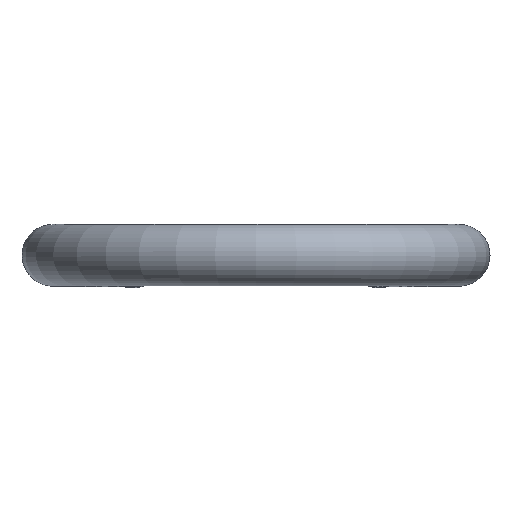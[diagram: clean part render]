
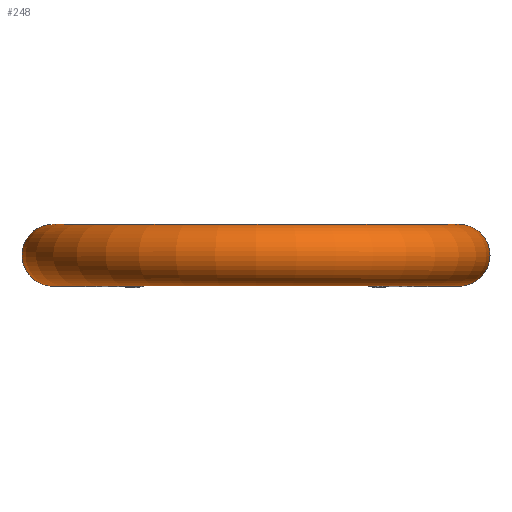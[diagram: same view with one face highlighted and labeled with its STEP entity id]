
A CAD part, top view. The second image highlights one B-rep face of the part: STEP entity #248.
In plain terms, the highlighted toroidal (fillet/blend) face has major radius 1.65 mm and minor radius 0.25 mm.
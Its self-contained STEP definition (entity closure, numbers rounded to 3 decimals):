
#64 = VERTEX_POINT('',#65);
#65 = CARTESIAN_POINT('',(-1.4,0.,
    5.55));
#89 = EDGE_CURVE('',#64,#64,#90,.T.);
#90 = ( BOUNDED_CURVE() B_SPLINE_CURVE(6,(#91,#92,#93,#94,#95,#96,#97),
.UNSPECIFIED.,.T.,.F.) B_SPLINE_CURVE_WITH_KNOTS((1,6,6,1),(
    -6.283,0.,6.283,12.566),
.UNSPECIFIED.) CURVE() GEOMETRIC_REPRESENTATION_ITEM() 
RATIONAL_B_SPLINE_CURVE((1.669,1.037,1.038,
    0.854,1.038,1.037,1.669)) 
REPRESENTATION_ITEM('') );
#91 = CARTESIAN_POINT('',(-1.4,0.,
    5.55));
#92 = CARTESIAN_POINT('',(-1.4,0.415,5.55)
  );
#93 = CARTESIAN_POINT('',(-1.914,0.475,5.55)
  );
#94 = CARTESIAN_POINT('',(-2.337,0.,
    5.55));
#95 = CARTESIAN_POINT('',(-1.914,-0.475,5.55
    ));
#96 = CARTESIAN_POINT('',(-1.4,-0.415,5.55
    ));
#97 = CARTESIAN_POINT('',(-1.4,0.,
    5.55));
#248 = ADVANCED_FACE('',(#249),#269,.T.);
#249 = FACE_BOUND('',#250,.T.);
#250 = EDGE_LOOP('',(#251,#260,#267,#268));
#251 = ORIENTED_EDGE('',*,*,#252,.T.);
#252 = EDGE_CURVE('',#64,#253,#255,.T.);
#253 = VERTEX_POINT('',#254);
#254 = CARTESIAN_POINT('',(1.4,0.,
    5.55));
#255 = CIRCLE('',#256,1.4);
#256 = AXIS2_PLACEMENT_3D('',#257,#258,#259);
#257 = CARTESIAN_POINT('',(0.,0.,
    5.55));
#258 = DIRECTION('',(0.,1.,0.));
#259 = DIRECTION('',(1.,0.,0.));
#260 = ORIENTED_EDGE('',*,*,#261,.T.);
#261 = EDGE_CURVE('',#253,#253,#262,.T.);
#262 = CIRCLE('',#263,0.25);
#263 = AXIS2_PLACEMENT_3D('',#264,#265,#266);
#264 = CARTESIAN_POINT('',(1.65,0.,
    5.55));
#265 = DIRECTION('',(0.,0.,1.));
#266 = DIRECTION('',(1.,0.,0.));
#267 = ORIENTED_EDGE('',*,*,#252,.F.);
#268 = ORIENTED_EDGE('',*,*,#89,.T.);
#269 = TOROIDAL_SURFACE('',#270,1.65,0.25);
#270 = AXIS2_PLACEMENT_3D('',#271,#272,#273);
#271 = CARTESIAN_POINT('',(0.,0.,
    5.55));
#272 = DIRECTION('',(0.,1.,0.));
#273 = DIRECTION('',(1.,0.,0.));
